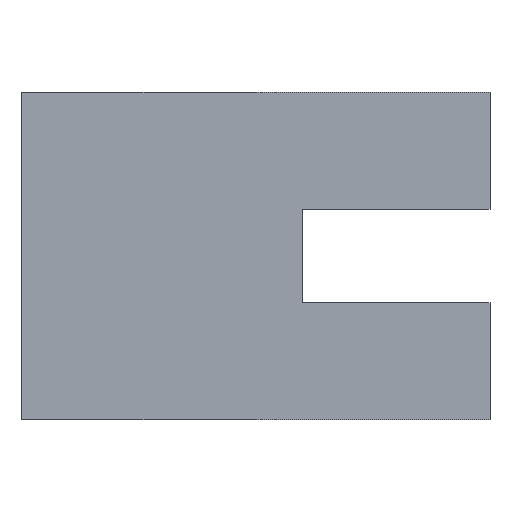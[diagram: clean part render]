
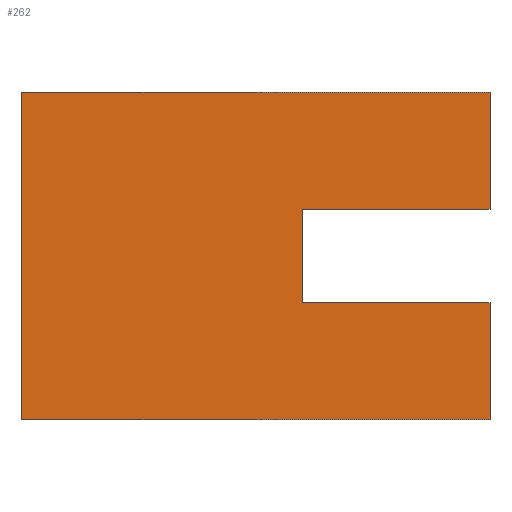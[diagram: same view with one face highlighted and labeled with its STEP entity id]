
A CAD part, left-side view. The second image highlights one B-rep face of the part: STEP entity #262.
In plain terms, the highlighted planar face has unit normal (-1, 0, 0).
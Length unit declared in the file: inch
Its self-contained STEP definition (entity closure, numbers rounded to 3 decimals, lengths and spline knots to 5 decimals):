
#80=CARTESIAN_POINT('',(0.,0.,0.125));
#81=VERTEX_POINT('',#80);
#83=CARTESIAN_POINT('',(0.,0.,0.));
#84=DIRECTION('',(0.,0.,1.));
#85=VECTOR('',#84,1.);
#86=LINE('',#83,#85);
#87=EDGE_CURVE('',#89,#81,#86,.T.);
#88=CARTESIAN_POINT('',(0.,0.,0.));
#89=VERTEX_POINT('',#88);
#120=CARTESIAN_POINT('',(0.,0.,0.35));
#121=VERTEX_POINT('',#120);
#136=CARTESIAN_POINT('',(0.,0.5,0.35));
#137=VERTEX_POINT('',#136);
#139=CARTESIAN_POINT('',(0.,0.25,0.35));
#140=DIRECTION('',(0.,1.,0.));
#141=VECTOR('',#140,1.);
#142=LINE('',#139,#141);
#143=EDGE_CURVE('',#121,#137,#142,.T.);
#170=CARTESIAN_POINT('',(0.,0.,0.));
#171=DIRECTION('',(0.,0.,1.));
#172=VECTOR('',#171,1.);
#173=LINE('',#170,#172);
#174=EDGE_CURVE('',#176,#121,#173,.T.);
#175=CARTESIAN_POINT('',(0.,0.,0.225));
#176=VERTEX_POINT('',#175);
#216=CARTESIAN_POINT('',(0.,0.2,0.125));
#217=DIRECTION('',(0.,1.,0.));
#218=VECTOR('',#217,1.);
#219=LINE('',#216,#218);
#220=EDGE_CURVE('',#81,#222,#219,.T.);
#221=CARTESIAN_POINT('',(0.,0.2,0.125));
#222=VERTEX_POINT('',#221);
#223=ORIENTED_EDGE('',*,*,#220,.T.);
#224=CARTESIAN_POINT('',(0.,0.2,0.225));
#225=DIRECTION('',(0.,0.,-1.));
#226=VECTOR('',#225,1.);
#227=LINE('',#224,#226);
#228=EDGE_CURVE('',#230,#222,#227,.T.);
#229=CARTESIAN_POINT('',(0.,0.2,0.225));
#230=VERTEX_POINT('',#229);
#231=ORIENTED_EDGE('',*,*,#228,.F.);
#232=CARTESIAN_POINT('',(0.,0.2,0.225));
#233=DIRECTION('',(0.,1.,0.));
#234=VECTOR('',#233,1.);
#235=LINE('',#232,#234);
#236=EDGE_CURVE('',#176,#230,#235,.T.);
#237=ORIENTED_EDGE('',*,*,#236,.F.);
#238=ORIENTED_EDGE('',*,*,#174,.T.);
#239=ORIENTED_EDGE('',*,*,#143,.T.);
#240=CARTESIAN_POINT('',(0.,0.5,0.));
#241=DIRECTION('',(0.,0.,1.));
#242=VECTOR('',#241,1.);
#243=LINE('',#240,#242);
#244=EDGE_CURVE('',#246,#137,#243,.T.);
#245=CARTESIAN_POINT('',(0.,0.5,0.));
#246=VERTEX_POINT('',#245);
#247=ORIENTED_EDGE('',*,*,#244,.F.);
#248=CARTESIAN_POINT('',(0.,0.25,0.));
#249=DIRECTION('',(0.,-1.,0.));
#250=VECTOR('',#249,1.);
#251=LINE('',#248,#250);
#252=EDGE_CURVE('',#246,#89,#251,.T.);
#253=ORIENTED_EDGE('',*,*,#252,.T.);
#254=ORIENTED_EDGE('',*,*,#87,.T.);
#255=EDGE_LOOP('',(#223,#231,#237,#238,#239,#247,#253,#254));
#256=FACE_BOUND('',#255,.T.);
#257=CARTESIAN_POINT('',(0.,0.25,0.));
#258=DIRECTION('',(-1.,0.,0.));
#259=DIRECTION('',(0.,0.,1.));
#260=AXIS2_PLACEMENT_3D('',#257,#258,#259);
#261=PLANE('',#260);
#262=ADVANCED_FACE('',(#256),#261,.T.);
